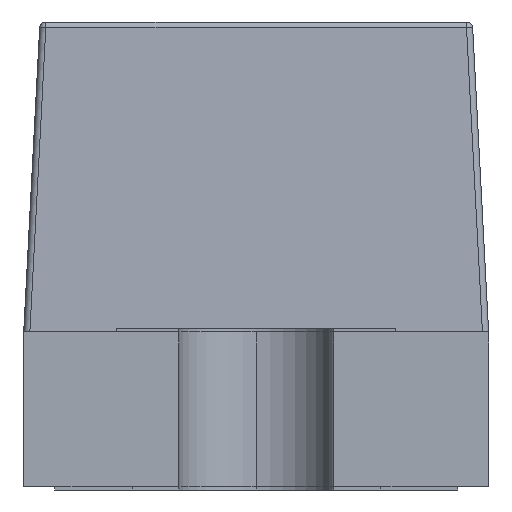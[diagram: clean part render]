
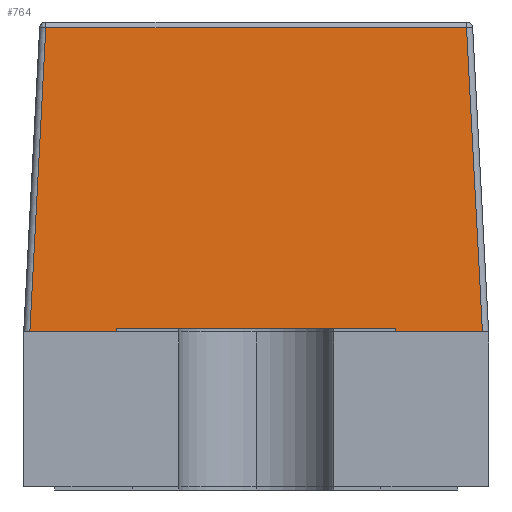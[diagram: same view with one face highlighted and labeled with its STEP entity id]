
A CAD part, left-side view. The second image highlights one B-rep face of the part: STEP entity #764.
In plain terms, the highlighted planar face has unit normal (-0.999, 0, 0.052).
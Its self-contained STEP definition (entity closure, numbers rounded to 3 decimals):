
#398 = EDGE_CURVE ( 'NONE', #1999, #14107, #777, .T. ) ;
#764 = ADVANCED_FACE ( 'NONE', ( #11577 ), #1120, .T. ) ;
#777 = LINE ( 'NONE', #5433, #3190 ) ;
#1079 = CARTESIAN_POINT ( 'NONE',  ( -0.949, 0.679, 1.481 ) ) ;
#1120 = PLANE ( 'NONE',  #12489 ) ;
#1340 = VECTOR ( 'NONE', #4566, 1000. ) ;
#1836 = EDGE_CURVE ( 'NONE', #10341, #9994, #10353, .T. ) ;
#1999 = VERTEX_POINT ( 'NONE', #4397 ) ;
#2528 = VECTOR ( 'NONE', #13445, 1000. ) ;
#3190 = VECTOR ( 'NONE', #10084, 1000. ) ;
#3536 = ORIENTED_EDGE ( 'NONE', *, *, #7315, .T. ) ;
#3558 = DIRECTION ( 'NONE',  ( -0.999, 0., 0.052 ) ) ;
#4168 = LINE ( 'NONE', #8800, #2528 ) ;
#4397 = CARTESIAN_POINT ( 'NONE',  ( -0.949, -0.679, 1.481 ) ) ;
#4553 = ORIENTED_EDGE ( 'NONE', *, *, #398, .T. ) ;
#4566 = DIRECTION ( 'NONE',  ( 0., -1., 0. ) ) ;
#5200 = LINE ( 'NONE', #9853, #14829 ) ;
#5433 = CARTESIAN_POINT ( 'NONE',  ( -0.949, 0.698, 1.481 ) ) ;
#6344 = EDGE_LOOP ( 'NONE', ( #9932, #3536, #4553, #8406 ) ) ;
#6390 = CARTESIAN_POINT ( 'NONE',  ( -1., 0.73, 0.5 ) ) ;
#7315 = EDGE_CURVE ( 'NONE', #9994, #1999, #5200, .T. ) ;
#8220 = DIRECTION ( 'NONE',  ( 0.052, 0., 0.999 ) ) ;
#8406 = ORIENTED_EDGE ( 'NONE', *, *, #9863, .T. ) ;
#8800 = CARTESIAN_POINT ( 'NONE',  ( -0.996, 0.726, 0.577 ) ) ;
#9853 = CARTESIAN_POINT ( 'NONE',  ( -1., -0.73, 0.499 ) ) ;
#9863 = EDGE_CURVE ( 'NONE', #14107, #10341, #4168, .T. ) ;
#9932 = ORIENTED_EDGE ( 'NONE', *, *, #1836, .T. ) ;
#9994 = VERTEX_POINT ( 'NONE', #11793 ) ;
#10084 = DIRECTION ( 'NONE',  ( 0., 1., 0. ) ) ;
#10341 = VERTEX_POINT ( 'NONE', #6390 ) ;
#10353 = LINE ( 'NONE', #14995, #1340 ) ;
#11577 = FACE_OUTER_BOUND ( 'NONE', #6344, .T. ) ;
#11793 = CARTESIAN_POINT ( 'NONE',  ( -1., -0.73, 0.5 ) ) ;
#12489 = AXIS2_PLACEMENT_3D ( 'NONE', #13993, #3558, #8220 ) ;
#13445 = DIRECTION ( 'NONE',  ( -0.052, 0.052, -0.997 ) ) ;
#13993 = CARTESIAN_POINT ( 'NONE',  ( -1., -0.75, 0.5 ) ) ;
#14107 = VERTEX_POINT ( 'NONE', #1079 ) ;
#14485 = DIRECTION ( 'NONE',  ( 0.052, 0.052, 0.997 ) ) ;
#14829 = VECTOR ( 'NONE', #14485, 1000. ) ;
#14995 = CARTESIAN_POINT ( 'NONE',  ( -1., -0.75, 0.5 ) ) ;
